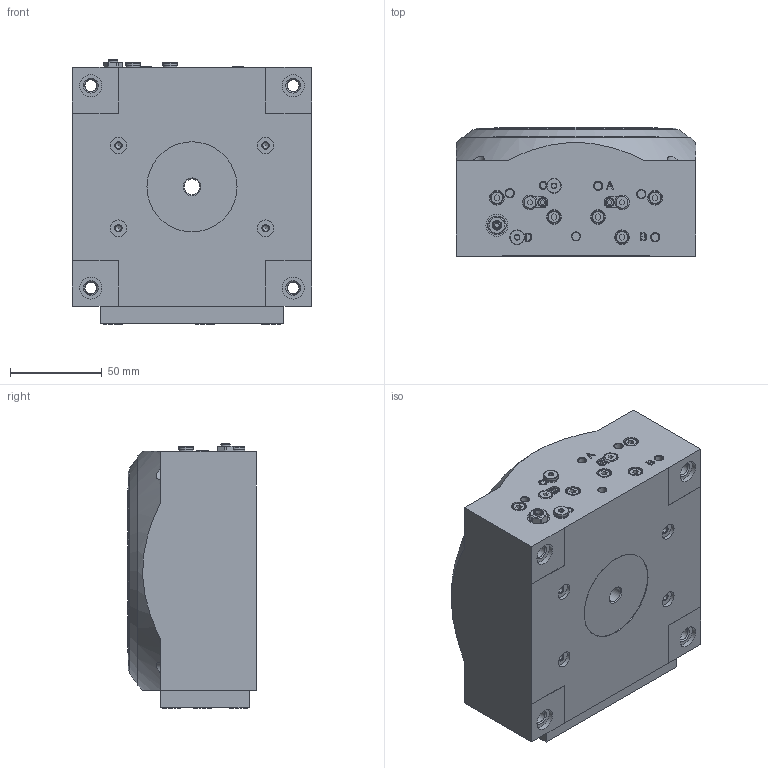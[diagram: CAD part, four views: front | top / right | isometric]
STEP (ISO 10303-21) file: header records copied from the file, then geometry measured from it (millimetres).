
FILE_DESCRIPTION(/* description */ ('STEP AP214'),/* implementation_level */ '2;1');
FILE_NAME(/* name */ '548084_DHTG-90-6-A',/* time_stamp */ '2024-08-19T21:48:57+02:00',/* author */ ('License CC BY-ND 4.0'),/* organization */ ('CADENAS'),/* preprocessor_version */ 'ST-DEVELOPER v19.3',/* originating_system */ 'PARTsolutions',/* authorisation */ ' ');
FILE_SCHEMA (('AUTOMOTIVE_DESIGN {1 0 10303 214 3 1 1}'));
Length unit declared in the file: millimetre
Products named in the file (4): 548084 DHTG-90-6-A---(0); DHTG-90---(G); DHTG-90---(T); 174308 B-M5-B
Assembly tree (4 placements, depth 2):
  548084 DHTG-90-6-A---(0)
    DHTG-90---(G)
    DHTG-90---(T)
    174308 B-M5-B  x2
Bounding box: 130 x 70 x 143.6 mm (x, y, z)
Volume: 1098782.2 mm3; surface area: 116772.3 mm2
Topology: 4 solids, 4 shells, 564 faces, 1352 edges, 883 vertices
Faces by surface type: plane 393, cylinder 95, cone 69, torus 7
Full cylindrical faces by diameter (mm): 2.459 x4, 2.8 x2, 3 x2, 3.242 x12, 4 x3, 4.134 x4, 4.2 x1, 4.459 x3, 5 x2, 5.2 x1, 6.4 x4, 6.647 x4, 7 x7, 7.2 x2, 8 x9, 8.566 x1, 9 x4, 10 x7, 10.5 x4, 12 x5, 20 x2, 49 x1, 90 x1, 103 x1, 109 x2, 116 x1
Entity records: 14848 total; most frequent: CARTESIAN_POINT 2637, DIRECTION 2448, ORIENTED_EDGE 2232, EDGE_CURVE 1116, VERTEX_POINT 836, LINE 834, VECTOR 834, FACE_BOUND 814
